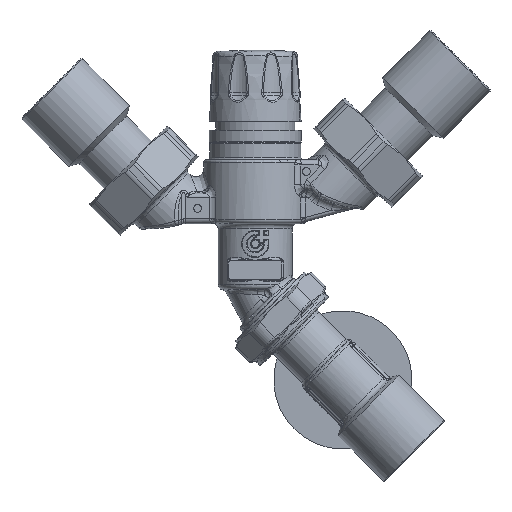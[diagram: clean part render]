
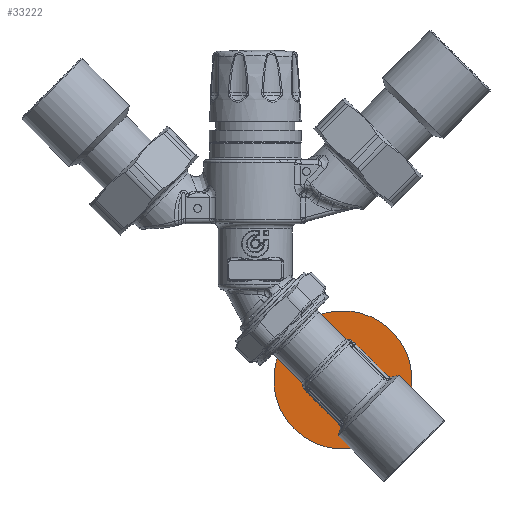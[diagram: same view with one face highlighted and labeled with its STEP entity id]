
A CAD part, top view. The second image highlights one B-rep face of the part: STEP entity #33222.
In plain terms, the highlighted planar face has unit normal (0, 0, 1).
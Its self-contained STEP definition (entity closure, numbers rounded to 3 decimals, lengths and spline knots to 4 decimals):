
#2456=FACE_BOUND('',#6230,.T.);
#4158=FACE_OUTER_BOUND('',#6229,.T.);
#6229=EDGE_LOOP('',(#24912));
#6230=EDGE_LOOP('',(#24913));
#11437=CIRCLE('',#36087,1.03);
#11439=CIRCLE('',#36091,0.3);
#13627=VERTEX_POINT('',#77352);
#13629=VERTEX_POINT('',#77359);
#17579=EDGE_CURVE('',#13627,#13627,#11437,.T.);
#17582=EDGE_CURVE('',#13629,#13629,#11439,.T.);
#24912=ORIENTED_EDGE('',*,*,#17579,.T.);
#24913=ORIENTED_EDGE('',*,*,#17582,.T.);
#29676=PLANE('',#36092);
#33222=ADVANCED_FACE('',(#4158,#2456),#29676,.F.);
#36087=AXIS2_PLACEMENT_3D('',#77354,#42128,#42129);
#36091=AXIS2_PLACEMENT_3D('',#77361,#42137,#42138);
#36092=AXIS2_PLACEMENT_3D('',#77362,#42139,#42140);
#42128=DIRECTION('center_axis',(0.,0.,
1.));
#42129=DIRECTION('ref_axis',(-0.707,0.707,0.));
#42137=DIRECTION('center_axis',(0.,0.,
-1.));
#42138=DIRECTION('ref_axis',(0.707,-0.707,0.));
#42139=DIRECTION('center_axis',(0.,0.,
-1.));
#42140=DIRECTION('ref_axis',(0.707,-0.707,0.));
#77352=CARTESIAN_POINT('',(2.0348,-3.5269,-2.4095));
#77354=CARTESIAN_POINT('Origin',(1.3064,-2.7986,-2.4095));
#77359=CARTESIAN_POINT('',(1.0943,-2.5864,-2.4095));
#77361=CARTESIAN_POINT('Origin',(1.3064,-2.7986,-2.4095));
#77362=CARTESIAN_POINT('Origin',(1.3064,-2.7986,-2.4095));
